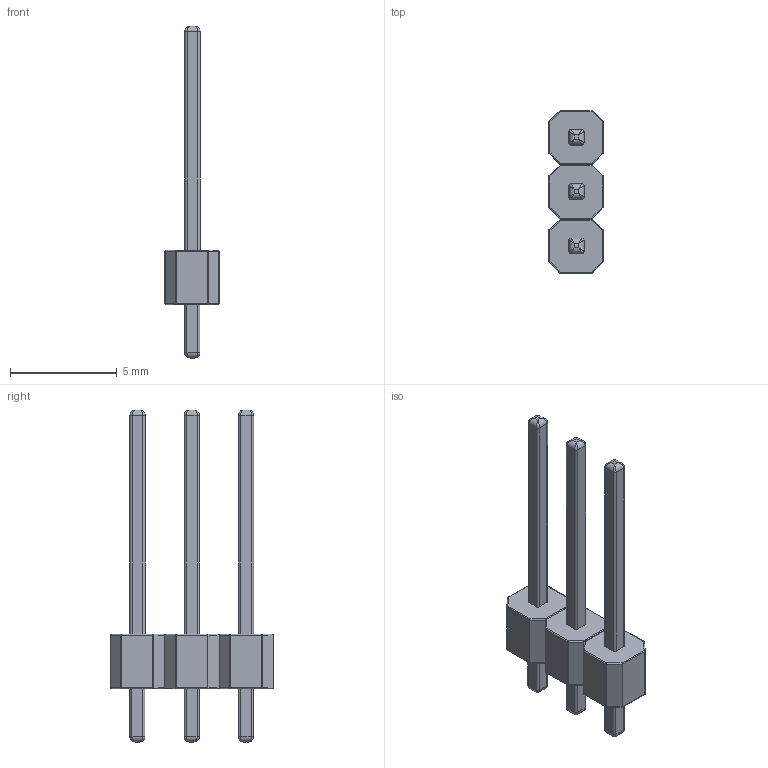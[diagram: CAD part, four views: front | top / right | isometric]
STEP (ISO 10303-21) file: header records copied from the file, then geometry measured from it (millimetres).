
FILE_DESCRIPTION(/* description */ (''),/* implementation_level */ '2;1');
FILE_NAME(/* name */ 'Header 3.step',/* time_stamp */ '2024-09-19T18:59:01+02:00',/* author */ (''),/* organization */ (''),/* preprocessor_version */ 'ST-DEVELOPER v20',/* originating_system */ 'Autodesk Translation Framework v13.14.0.145',/* authorisation */ '');
FILE_SCHEMA (('AUTOMOTIVE_DESIGN { 1 0 10303 214 3 1 1 }'));
Length unit declared in the file: millimetre
Products named in the file (2): Header 1; Header 1 pin
Assembly tree (1 placements, depth 2):
  Header 1
    Header 1 pin
Bounding box: 2.54 x 7.62 x 15.54 mm (x, y, z)
Volume: 191.6 mm3; surface area: 611.8 mm2
Topology: 9 solids, 9 shells, 756 faces, 1584 edges, 792 vertices
Faces by surface type: cylinder 360, plane 180, sphere 144, bspline 72
Entity records: 20556 total; most frequent: CARTESIAN_POINT 4431, DIRECTION 3606, ORIENTED_EDGE 3024, EDGE_CURVE 1512, AXIS2_PLACEMENT_3D 1407, LINE 792, VECTOR 792, VERTEX_POINT 792
